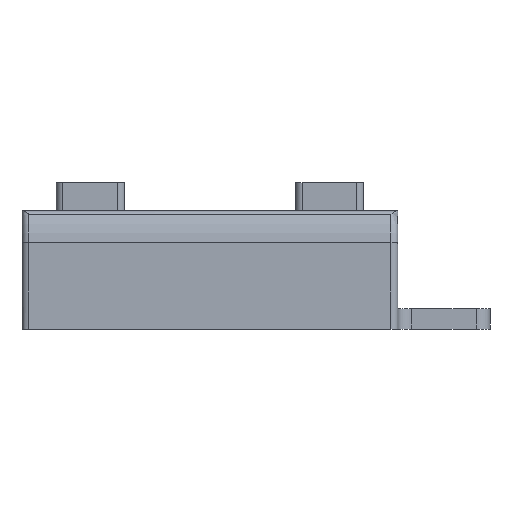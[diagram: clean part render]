
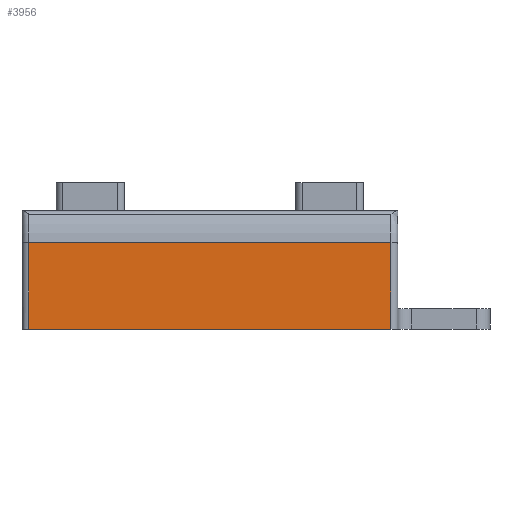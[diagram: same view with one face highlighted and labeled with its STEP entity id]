
A CAD part, front view. The second image highlights one B-rep face of the part: STEP entity #3956.
In plain terms, the highlighted planar face has unit normal (0, -1, 0).
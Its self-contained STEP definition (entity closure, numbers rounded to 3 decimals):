
#197=PLANE('',#4329);
#396=FACE_OUTER_BOUND('',#617,.T.);
#617=EDGE_LOOP('',(#3667,#3668,#3669,#3670));
#628=LINE('',#5468,#1009);
#850=LINE('',#6201,#1231);
#851=LINE('',#6218,#1232);
#999=LINE('',#6903,#1380);
#1009=VECTOR('',#4364,10.);
#1231=VECTOR('',#4864,10.);
#1232=VECTOR('',#4871,10.);
#1380=VECTOR('',#5425,10.);
#1552=VERTEX_POINT('',#5465);
#1553=VERTEX_POINT('',#5467);
#1797=VERTEX_POINT('',#6186);
#1798=VERTEX_POINT('',#6203);
#1937=EDGE_CURVE('',#1552,#1553,#628,.T.);
#2252=EDGE_CURVE('',#1553,#1797,#850,.T.);
#2255=EDGE_CURVE('',#1798,#1552,#851,.T.);
#2505=EDGE_CURVE('',#1798,#1797,#999,.T.);
#3667=ORIENTED_EDGE('',*,*,#2252,.F.);
#3668=ORIENTED_EDGE('',*,*,#1937,.F.);
#3669=ORIENTED_EDGE('',*,*,#2255,.F.);
#3670=ORIENTED_EDGE('',*,*,#2505,.T.);
#3956=ADVANCED_FACE('',(#396),#197,.T.);
#4329=AXIS2_PLACEMENT_3D('',#6905,#5428,#5429);
#4364=DIRECTION('',(-1.,0.,0.));
#4864=DIRECTION('',(0.,0.,1.));
#4871=DIRECTION('',(0.,0.,-1.));
#5425=DIRECTION('',(-1.,0.,0.));
#5428=DIRECTION('center_axis',(0.,-1.,0.));
#5429=DIRECTION('ref_axis',(1.,0.,0.));
#5465=CARTESIAN_POINT('',(26.5,-32.3,0.));
#5467=CARTESIAN_POINT('',(-26.5,-32.3,0.));
#5468=CARTESIAN_POINT('',(27.5,-32.3,0.));
#6186=CARTESIAN_POINT('',(-26.5,-32.3,12.623));
#6201=CARTESIAN_POINT('',(-26.5,-32.3,0.));
#6203=CARTESIAN_POINT('',(26.5,-32.3,12.623));
#6218=CARTESIAN_POINT('',(26.5,-32.3,0.));
#6903=CARTESIAN_POINT('',(-27.5,-32.3,12.623));
#6905=CARTESIAN_POINT('Origin',(-27.5,-32.3,0.));
